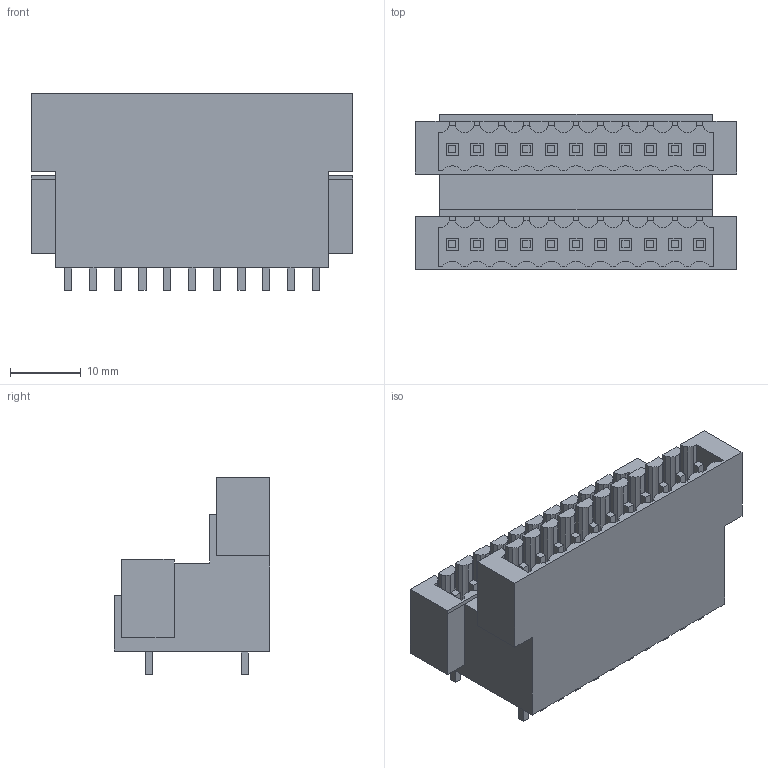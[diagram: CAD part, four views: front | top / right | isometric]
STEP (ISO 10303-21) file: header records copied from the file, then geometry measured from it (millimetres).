
FILE_DESCRIPTION(('CATIA V5 STEP Exchange','CAx-IF Rec.Pracs.--- Model Styling and Organization---1.4--- 2014-01-23'),'2;1');
FILE_NAME ('D1458742_1_1891100000_1891100000.stp','2022-08-10T11:34:01+00:00',('none'),('Weidmueller'),'CATIA Version 5-6 Release 2016 SP3 HF44','CATIA V5 STEP AP214','none');
FILE_SCHEMA(('AUTOMOTIVE_DESIGN { 1 0 10303 214 1 1 1 1 }'));
Length unit declared in the file: millimetre
Products named in the file (1): 1891100000
Bounding box: 45.4 x 22 x 27.77 mm (x, y, z)
Volume: 12544.8 mm3; surface area: 8606.9 mm2
Topology: 23 solids, 25 shells, 554 faces, 1595 edges, 1113 vertices
Faces by surface type: plane 486, cylinder 68
Entity records: 17115 total; most frequent: ORIENTED_EDGE 3190, CARTESIAN_POINT 3099, DIRECTION 2352, EDGE_CURVE 1595, VECTOR 1459, LINE 1459, VERTEX_POINT 1113, EDGE_LOOP 576
